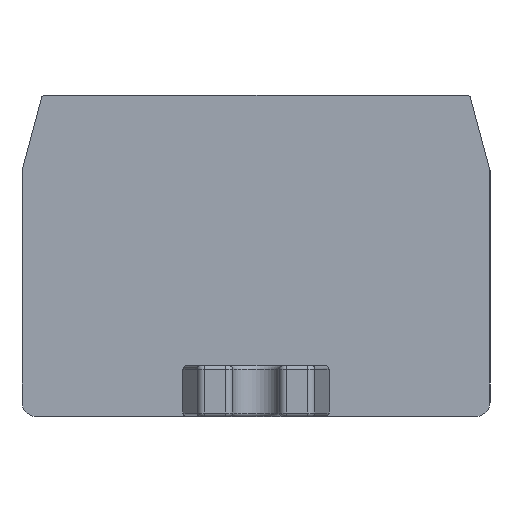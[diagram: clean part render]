
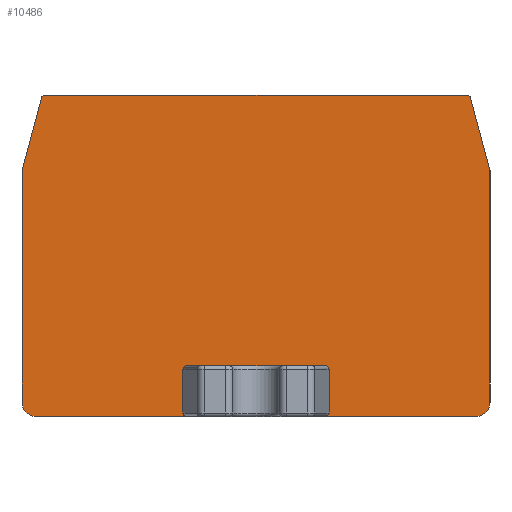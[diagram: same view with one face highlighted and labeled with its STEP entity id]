
A CAD part, front view. The second image highlights one B-rep face of the part: STEP entity #10486.
In plain terms, the highlighted planar face has unit normal (0, -1, 0).
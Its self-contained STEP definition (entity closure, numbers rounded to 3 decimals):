
#160=ELLIPSE('',#10684,0.254,0.25);
#161=ELLIPSE('',#10690,0.254,0.25);
#166=ELLIPSE('',#10710,0.254,0.25);
#167=ELLIPSE('',#10713,0.254,0.25);
#252=CIRCLE('',#10650,1.);
#254=CIRCLE('',#10653,1.);
#272=CIRCLE('',#10692,0.25);
#274=CIRCLE('',#10695,0.25);
#2300=ORIENTED_EDGE('',*,*,#2805,.T.);
#2301=ORIENTED_EDGE('',*,*,#2784,.T.);
#2302=ORIENTED_EDGE('',*,*,#2740,.T.);
#2303=ORIENTED_EDGE('',*,*,#2734,.T.);
#2304=ORIENTED_EDGE('',*,*,#2782,.T.);
#2305=ORIENTED_EDGE('',*,*,#2781,.T.);
#2306=ORIENTED_EDGE('',*,*,#2790,.T.);
#2307=ORIENTED_EDGE('',*,*,#3684,.T.);
#2308=ORIENTED_EDGE('',*,*,#2786,.T.);
#2309=ORIENTED_EDGE('',*,*,#2777,.T.);
#2310=ORIENTED_EDGE('',*,*,#2774,.T.);
#2311=ORIENTED_EDGE('',*,*,#2738,.T.);
#2312=ORIENTED_EDGE('',*,*,#2743,.T.);
#2313=ORIENTED_EDGE('',*,*,#2771,.T.);
#2314=ORIENTED_EDGE('',*,*,#2813,.F.);
#2315=ORIENTED_EDGE('',*,*,#2811,.T.);
#2316=ORIENTED_EDGE('',*,*,#2809,.T.);
#2317=ORIENTED_EDGE('',*,*,#2807,.T.);
#2734=EDGE_CURVE('',#3769,#3771,#252,.T.);
#2738=EDGE_CURVE('',#3773,#3775,#254,.T.);
#2740=EDGE_CURVE('',#3777,#3769,#4453,.T.);
#2743=EDGE_CURVE('',#3775,#3778,#4456,.T.);
#2771=EDGE_CURVE('',#3778,#3792,#160,.F.);
#2774=EDGE_CURVE('',#3794,#3773,#4469,.T.);
#2777=EDGE_CURVE('',#3796,#3794,#4472,.T.);
#2781=EDGE_CURVE('',#3797,#3800,#4476,.T.);
#2782=EDGE_CURVE('',#3771,#3797,#4477,.T.);
#2784=EDGE_CURVE('',#3801,#3777,#161,.F.);
#2786=EDGE_CURVE('',#3802,#3796,#272,.T.);
#2790=EDGE_CURVE('',#3800,#3805,#274,.T.);
#2805=EDGE_CURVE('',#3812,#3801,#4491,.T.);
#2807=EDGE_CURVE('',#3813,#3812,#166,.F.);
#2809=EDGE_CURVE('',#3814,#3813,#4494,.T.);
#2811=EDGE_CURVE('',#3815,#3814,#167,.F.);
#2813=EDGE_CURVE('',#3815,#3792,#4497,.T.);
#3684=EDGE_CURVE('',#3805,#3802,#5144,.T.);
#3769=VERTEX_POINT('',#13507);
#3771=VERTEX_POINT('',#13511);
#3773=VERTEX_POINT('',#13516);
#3775=VERTEX_POINT('',#13520);
#3777=VERTEX_POINT('',#13526);
#3778=VERTEX_POINT('',#13529);
#3792=VERTEX_POINT('',#13583);
#3794=VERTEX_POINT('',#13588);
#3796=VERTEX_POINT('',#13594);
#3797=VERTEX_POINT('',#13599);
#3800=VERTEX_POINT('',#13604);
#3801=VERTEX_POINT('',#13611);
#3802=VERTEX_POINT('',#13615);
#3805=VERTEX_POINT('',#13622);
#3812=VERTEX_POINT('',#13653);
#3813=VERTEX_POINT('',#13657);
#3814=VERTEX_POINT('',#13661);
#3815=VERTEX_POINT('',#13665);
#4453=LINE('',#13525,#5209);
#4456=LINE('',#13530,#5212);
#4469=LINE('',#13590,#5225);
#4472=LINE('',#13596,#5228);
#4476=LINE('',#13605,#5232);
#4477=LINE('',#13607,#5233);
#4491=LINE('',#13652,#5247);
#4494=LINE('',#13660,#5250);
#4497=LINE('',#13668,#5253);
#5144=LINE('',#16922,#5900);
#5209=VECTOR('',#11481,1000.);
#5212=VECTOR('',#11484,1000.);
#5225=VECTOR('',#11559,1000.);
#5228=VECTOR('',#11564,1000.);
#5232=VECTOR('',#11570,1000.);
#5233=VECTOR('',#11573,1000.);
#5247=VECTOR('',#11627,1000.);
#5250=VECTOR('',#11636,1000.);
#5253=VECTOR('',#11645,1000.);
#5900=VECTOR('',#13154,1000.);
#6332=EDGE_LOOP('',(#2300,#2301,#2302,#2303,#2304,#2305,#2306,#2307,#2308,
#2309,#2310,#2311,#2312,#2313,#2314,#2315,#2316,#2317));
#6804=FACE_BOUND('',#6332,.T.);
#7099=PLANE('',#11150);
#10486=ADVANCED_FACE('',(#6804),#7099,.T.);
#10650=AXIS2_PLACEMENT_3D('',#13512,#11468,#11469);
#10653=AXIS2_PLACEMENT_3D('',#13521,#11476,#11477);
#10684=AXIS2_PLACEMENT_3D('',#13584,#11553,#11554);
#10690=AXIS2_PLACEMENT_3D('',#13610,#11577,#11578);
#10692=AXIS2_PLACEMENT_3D('',#13614,#11582,#11583);
#10695=AXIS2_PLACEMENT_3D('',#13623,#11590,#11591);
#10710=AXIS2_PLACEMENT_3D('',#13656,#11631,#11632);
#10713=AXIS2_PLACEMENT_3D('',#13664,#11640,#11641);
#11150=AXIS2_PLACEMENT_3D('',#16940,#13172,#13173);
#11468=DIRECTION('',(0.,-1.,0.));
#11469=DIRECTION('',(0.,0.,-1.));
#11476=DIRECTION('',(0.,-1.,0.));
#11477=DIRECTION('',(1.,0.,0.));
#11481=DIRECTION('',(1.,0.,0.));
#11484=DIRECTION('',(1.,0.,0.));
#11553=DIRECTION('',(0.,-1.,0.));
#11554=DIRECTION('',(1.,0.,0.));
#11559=DIRECTION('',(0.,0.,-1.));
#11564=DIRECTION('',(-0.259,0.,-0.966));
#11570=DIRECTION('',(-0.259,0.,0.966));
#11573=DIRECTION('',(0.,0.,1.));
#11577=DIRECTION('',(0.,-1.,0.));
#11578=DIRECTION('',(1.,0.,0.));
#11582=DIRECTION('',(0.,-1.,0.));
#11583=DIRECTION('',(1.,0.,0.));
#11590=DIRECTION('',(0.,-1.,0.));
#11591=DIRECTION('',(1.,0.,0.));
#11627=DIRECTION('',(0.,0.,-1.));
#11631=DIRECTION('',(0.,-1.,0.));
#11632=DIRECTION('',(-1.,0.,0.));
#11636=DIRECTION('',(1.,0.,0.));
#11640=DIRECTION('',(0.,-1.,0.));
#11641=DIRECTION('',(-1.,0.,0.));
#11645=DIRECTION('',(0.,0.,-1.));
#13154=DIRECTION('',(-1.,0.,0.));
#13172=DIRECTION('',(0.,-1.,0.));
#13173=DIRECTION('',(0.,0.,-1.));
#13507=CARTESIAN_POINT('',(10.25,-21.15,-4.404));
#13511=CARTESIAN_POINT('',(11.25,-21.15,-3.404));
#13512=CARTESIAN_POINT('',(10.25,-21.15,-3.404));
#13516=CARTESIAN_POINT('',(-20.8,-21.15,-3.404));
#13520=CARTESIAN_POINT('',(-19.8,-21.15,-4.404));
#13521=CARTESIAN_POINT('',(-19.8,-21.15,-3.404));
#13525=CARTESIAN_POINT('',(-20.,-21.15,-4.404));
#13526=CARTESIAN_POINT('',(-0.029,-21.15,-4.404));
#13529=CARTESIAN_POINT('',(-9.521,-21.15,-4.404));
#13530=CARTESIAN_POINT('',(-20.,-21.15,-4.404));
#13583=CARTESIAN_POINT('',(-9.775,-21.15,-4.154));
#13584=CARTESIAN_POINT('',(-9.521,-21.15,-4.154));
#13588=CARTESIAN_POINT('',(-20.8,-21.15,12.457));
#13590=CARTESIAN_POINT('',(-20.8,-21.15,-4.574));
#13594=CARTESIAN_POINT('',(-19.472,-21.15,17.415));
#13596=CARTESIAN_POINT('',(-19.472,-21.15,17.415));
#13599=CARTESIAN_POINT('',(11.25,-21.15,12.457));
#13604=CARTESIAN_POINT('',(9.922,-21.15,17.415));
#13605=CARTESIAN_POINT('',(9.922,-21.15,17.415));
#13607=CARTESIAN_POINT('',(11.25,-21.15,12.411));
#13610=CARTESIAN_POINT('',(-0.029,-21.15,-4.154));
#13611=CARTESIAN_POINT('',(0.225,-21.15,-4.154));
#13614=CARTESIAN_POINT('',(-19.23,-21.15,17.35));
#13615=CARTESIAN_POINT('',(-19.23,-21.15,17.6));
#13622=CARTESIAN_POINT('',(9.68,-21.15,17.6));
#13623=CARTESIAN_POINT('',(9.68,-21.15,17.35));
#13652=CARTESIAN_POINT('',(0.225,-21.15,-0.904));
#13653=CARTESIAN_POINT('',(0.225,-21.15,-1.154));
#13656=CARTESIAN_POINT('',(-0.029,-21.15,-1.154));
#13657=CARTESIAN_POINT('',(-0.029,-21.15,-0.904));
#13660=CARTESIAN_POINT('',(-9.775,-21.15,-0.904));
#13661=CARTESIAN_POINT('',(-9.521,-21.15,-0.904));
#13664=CARTESIAN_POINT('',(-9.521,-21.15,-1.154));
#13665=CARTESIAN_POINT('',(-9.775,-21.15,-1.154));
#13668=CARTESIAN_POINT('',(-9.775,-21.15,-0.904));
#16922=CARTESIAN_POINT('',(-19.23,-21.15,17.6));
#16940=CARTESIAN_POINT('',(-20.,-21.15,-4.574));
